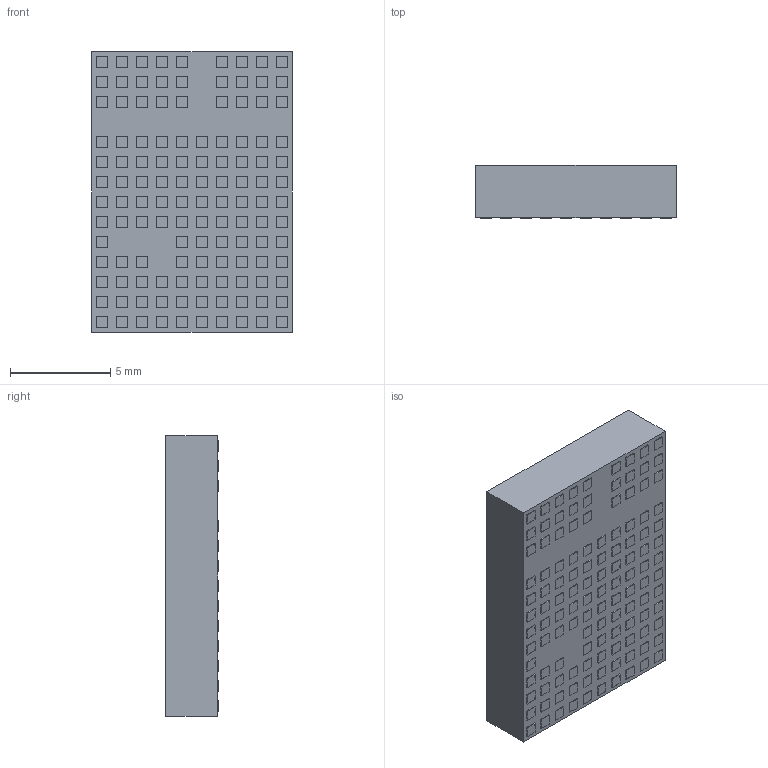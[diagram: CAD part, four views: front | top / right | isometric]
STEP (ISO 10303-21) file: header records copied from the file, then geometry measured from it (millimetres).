
FILE_DESCRIPTION(/* description */ (''),/* implementation_level */ '2;1');
FILE_NAME(/* name */ 'PI3303-00-LGIZ.step',/* time_stamp */ '2022-11-07T14:54:55-05:00',/* author */ (''),/* organization */ (''),/* preprocessor_version */ 'ST-DEVELOPER v19.2',/* originating_system */ 'Autodesk Translation Framework v11.17.0.187',/* authorisation */ '');
FILE_SCHEMA (('AUTOMOTIVE_DESIGN { 1 0 10303 214 3 1 1 }'));
Products named in the file (2): PI3303-00-LGIZ; Component1
Assembly tree (1 placements, depth 2):
  PI3303-00-LGIZ
    Component1
Bounding box: 10 x 2.63 x 14 mm (x, y, z)
Volume: 364.1 mm3; surface area: 523.1 mm2
Topology: 150 solids, 150 shells, 1692 faces, 4068 edges, 2712 vertices
Faces by surface type: plane 1094, bspline 596, cylinder 2
Full cylindrical faces by diameter (mm): 0.5 x2
Entity records: 54052 total; most frequent: CARTESIAN_POINT 18608, ORIENTED_EDGE 8136, DIRECTION 5080, EDGE_CURVE 4068, LINE 2872, VECTOR 2872, VERTEX_POINT 2712, EDGE_LOOP 1748
